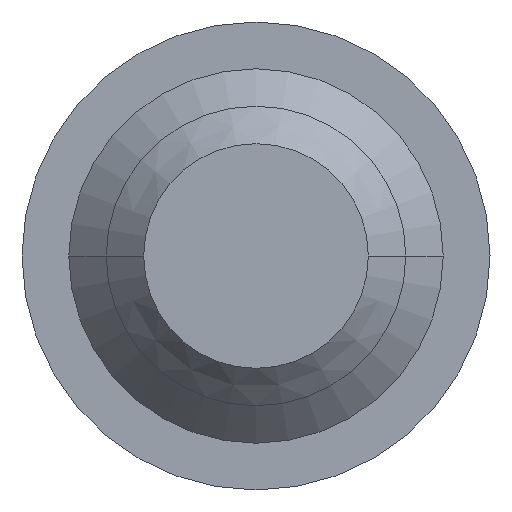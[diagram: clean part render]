
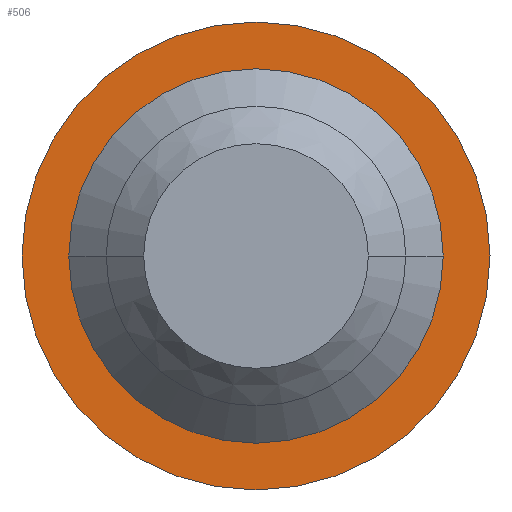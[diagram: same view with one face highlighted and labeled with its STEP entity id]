
A CAD part, left-side view. The second image highlights one B-rep face of the part: STEP entity #506.
In plain terms, the highlighted planar face has unit normal (-1, 0, 0).
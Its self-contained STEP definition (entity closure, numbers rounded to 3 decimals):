
#43 = EDGE_LOOP ( 'NONE', ( #328, #661 ) ) ;
#72 = FACE_BOUND ( 'NONE', #147, .T. ) ;
#103 = DIRECTION ( 'NONE',  ( 1., 0., 0. ) ) ;
#105 = AXIS2_PLACEMENT_3D ( 'NONE', #110, #103, #515 ) ;
#110 = CARTESIAN_POINT ( 'NONE',  ( -172.5, 0., 0. ) ) ;
#128 = CIRCLE ( 'NONE', #682, 10. ) ;
#147 = EDGE_LOOP ( 'NONE', ( #325, #688 ) ) ;
#150 = DIRECTION ( 'NONE',  ( 0., 1., 0. ) ) ;
#183 = CARTESIAN_POINT ( 'NONE',  ( -172.5, -10., 0. ) ) ;
#191 = EDGE_CURVE ( 'NONE', #318, #490, #203, .T. ) ;
#203 = CIRCLE ( 'NONE', #520, 10. ) ;
#210 = CARTESIAN_POINT ( 'NONE',  ( -172.5, 12.5, 0. ) ) ;
#228 = VERTEX_POINT ( 'NONE', #210 ) ;
#249 = DIRECTION ( 'NONE',  ( 1., 0., 0. ) ) ;
#287 = CARTESIAN_POINT ( 'NONE',  ( -172.5, 10., 0. ) ) ;
#294 = AXIS2_PLACEMENT_3D ( 'NONE', #287, #464, #462 ) ;
#318 = VERTEX_POINT ( 'NONE', #757 ) ;
#325 = ORIENTED_EDGE ( 'NONE', *, *, #191, .T. ) ;
#328 = ORIENTED_EDGE ( 'NONE', *, *, #595, .F. ) ;
#368 = CARTESIAN_POINT ( 'NONE',  ( -172.5, 0., 0. ) ) ;
#373 = CARTESIAN_POINT ( 'NONE',  ( -172.5, 0., 0. ) ) ;
#376 = EDGE_CURVE ( 'NONE', #502, #228, #403, .T. ) ;
#379 = DIRECTION ( 'NONE',  ( 0., 1., 0. ) ) ;
#403 = CIRCLE ( 'NONE', #105, 12.5 ) ;
#417 = EDGE_CURVE ( 'NONE', #490, #318, #128, .T. ) ;
#424 = DIRECTION ( 'NONE',  ( 1., 0., 0. ) ) ;
#454 = DIRECTION ( 'NONE',  ( 1., 0., 0. ) ) ;
#462 = DIRECTION ( 'NONE',  ( 0., 1., 0. ) ) ;
#464 = DIRECTION ( 'NONE',  ( -1., 0., 0. ) ) ;
#490 = VERTEX_POINT ( 'NONE', #183 ) ;
#502 = VERTEX_POINT ( 'NONE', #652 ) ;
#506 = ADVANCED_FACE ( 'NONE', ( #578, #72 ), #645, .T. ) ;
#507 = CIRCLE ( 'NONE', #695, 12.5 ) ;
#515 = DIRECTION ( 'NONE',  ( 0., 1., 0. ) ) ;
#520 = AXIS2_PLACEMENT_3D ( 'NONE', #368, #424, #379 ) ;
#578 = FACE_OUTER_BOUND ( 'NONE', #43, .T. ) ;
#584 = DIRECTION ( 'NONE',  ( 0., 1., 0. ) ) ;
#595 = EDGE_CURVE ( 'NONE', #228, #502, #507, .T. ) ;
#645 = PLANE ( 'NONE',  #294 ) ;
#652 = CARTESIAN_POINT ( 'NONE',  ( -172.5, -12.5, 0. ) ) ;
#661 = ORIENTED_EDGE ( 'NONE', *, *, #376, .F. ) ;
#682 = AXIS2_PLACEMENT_3D ( 'NONE', #753, #454, #584 ) ;
#688 = ORIENTED_EDGE ( 'NONE', *, *, #417, .T. ) ;
#695 = AXIS2_PLACEMENT_3D ( 'NONE', #373, #249, #150 ) ;
#753 = CARTESIAN_POINT ( 'NONE',  ( -172.5, 0., 0. ) ) ;
#757 = CARTESIAN_POINT ( 'NONE',  ( -172.5, 10., 0. ) ) ;
